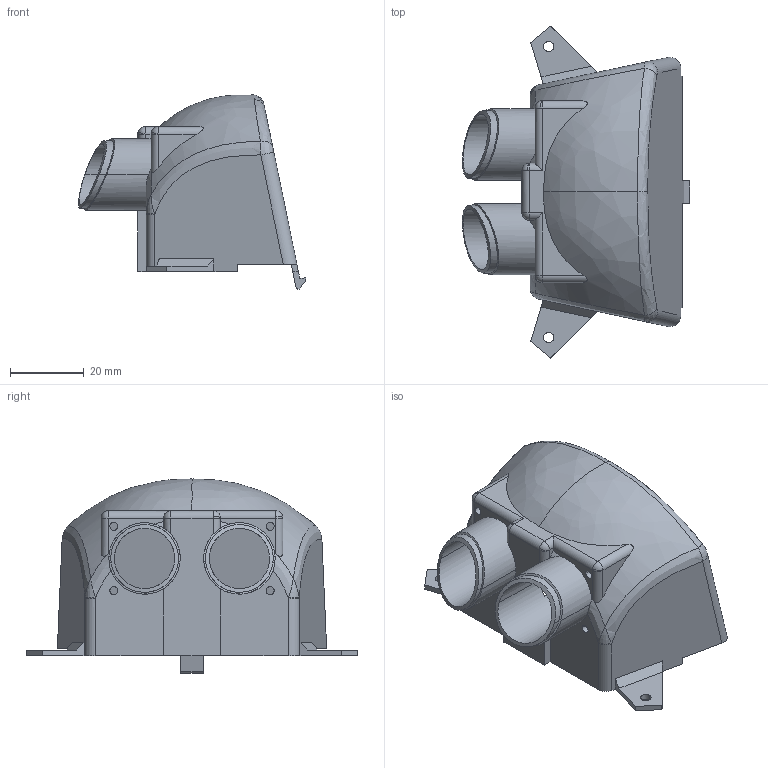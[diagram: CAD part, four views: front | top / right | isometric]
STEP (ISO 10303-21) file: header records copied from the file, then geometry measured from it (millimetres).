
FILE_DESCRIPTION(('CATIA V5 STEP Exchange'),'2;1');
FILE_NAME('DIFFUSER_fromPonderson20170513.stp','2017-06-01T14:01:16+00:00',('none'),('none'),'CATIA Version 5-6 Release 2014','CATIA V5 STEP AP203','none');
FILE_SCHEMA(('CONFIG_CONTROL_DESIGN'));
Length unit declared in the file: millimetre
Products named in the file (1): DIFFUSER
Bounding box: 61.8 x 90.28 x 52.79 mm (x, y, z)
Volume: 16698.9 mm3; surface area: 23138.1 mm2
Topology: 1 solids, 1 shells, 182 faces, 514 edges, 314 vertices
Faces by surface type: plane 84, cylinder 46, bspline 36, sphere 16
Entity records: 9830 total; most frequent: CARTESIAN_POINT 5648, ORIENTED_EDGE 992, DIRECTION 613, EDGE_CURVE 496, VERTEX_POINT 314, VECTOR 249, LINE 249, AXIS2_PLACEMENT_3D 219
